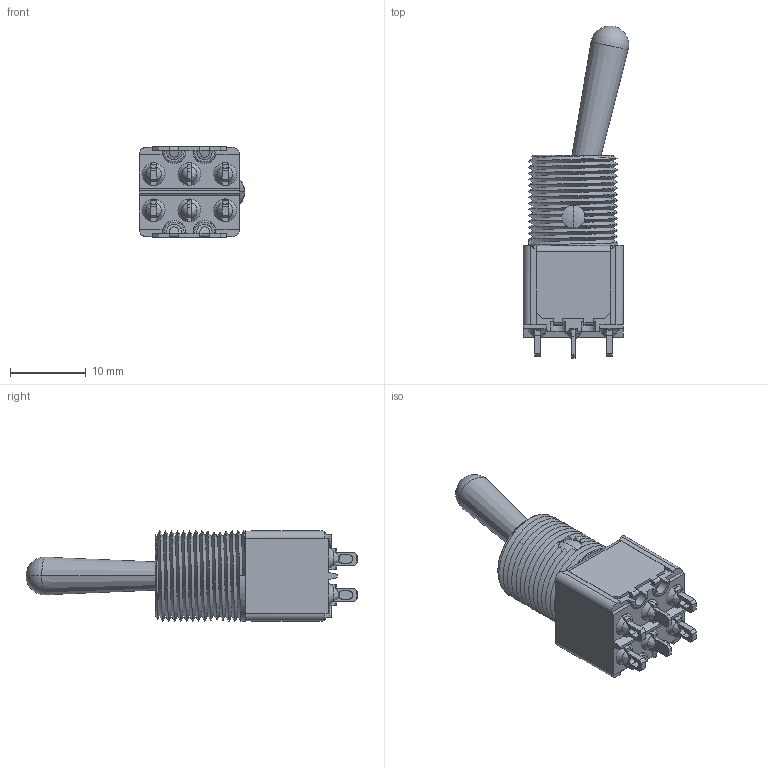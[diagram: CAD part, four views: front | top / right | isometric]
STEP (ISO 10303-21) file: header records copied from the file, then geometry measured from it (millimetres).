
FILE_DESCRIPTION((''),'2;1');
FILE_NAME('5646M','2014-12-22T',('brevel'),(''),'PRO/ENGINEER BY PARAMETRIC TECHNOLOGY CORPORATION, 2013410','PRO/ENGINEER BY PARAMETRIC TECHNOLOGY CORPORATION, 2013410','');
FILE_SCHEMA(('CONFIG_CONTROL_DESIGN'));
Length unit declared in the file: millimetre
Products named in the file (1): 5646M
Bounding box: 13.9 x 43.69 x 11.9 mm (x, y, z)
Surface area: 2416.5 mm2 (no closed solid volume)
Topology: 0 solids, 10 shells, 322 faces, 1059 edges, 717 vertices
Faces by surface type: plane 202, bspline 60, cylinder 42, torus 10, cone 4, sphere 4
Entity records: 18384 total; most frequent: CARTESIAN_POINT 9694, ORIENTED_EDGE 1941, DIRECTION 1543, EDGE_CURVE 1055, VERTEX_POINT 717, VECTOR 571, LINE 571, AXIS2_PLACEMENT_3D 486
